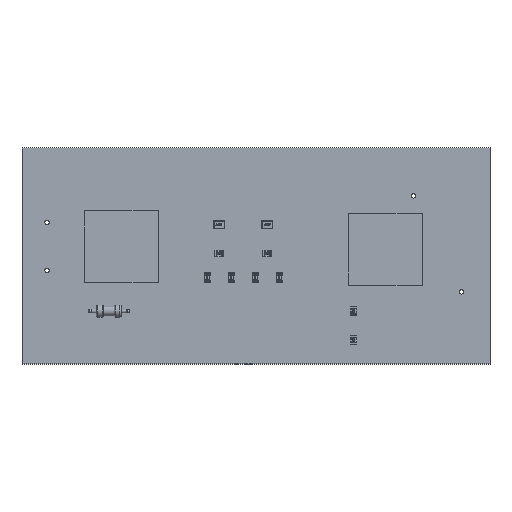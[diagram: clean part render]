
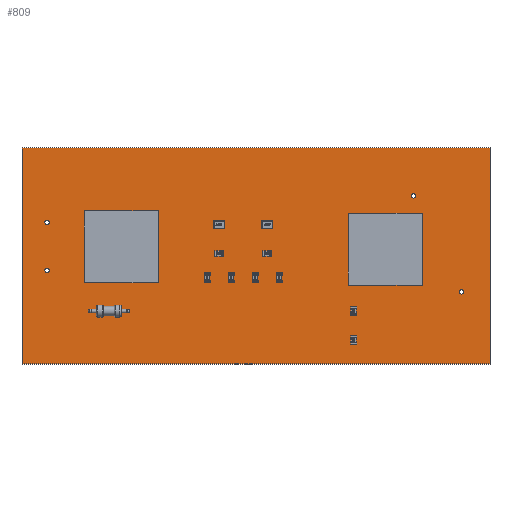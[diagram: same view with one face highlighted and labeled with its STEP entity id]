
A CAD part, top view. The second image highlights one B-rep face of the part: STEP entity #809.
In plain terms, the highlighted planar face has unit normal (0, 0, 1).
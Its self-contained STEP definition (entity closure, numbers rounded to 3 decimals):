
#104 = VERTEX_POINT('',#105);
#105 = CARTESIAN_POINT('',(30.,67.5,0.411));
#111 = EDGE_CURVE('',#104,#112,#114,.T.);
#112 = VERTEX_POINT('',#113);
#113 = CARTESIAN_POINT('',(30.,112.5,0.411));
#114 = LINE('',#115,#116);
#115 = CARTESIAN_POINT('',(30.,67.5,0.411));
#116 = VECTOR('',#117,1.);
#117 = DIRECTION('',(0.,1.,0.));
#142 = EDGE_CURVE('',#112,#143,#145,.T.);
#143 = VERTEX_POINT('',#144);
#144 = CARTESIAN_POINT('',(127.5,112.5,0.411));
#145 = LINE('',#146,#147);
#146 = CARTESIAN_POINT('',(30.,112.5,0.411));
#147 = VECTOR('',#148,1.);
#148 = DIRECTION('',(1.,0.,0.));
#173 = EDGE_CURVE('',#143,#174,#176,.T.);
#174 = VERTEX_POINT('',#175);
#175 = CARTESIAN_POINT('',(127.5,67.5,0.411));
#176 = LINE('',#177,#178);
#177 = CARTESIAN_POINT('',(127.5,112.5,0.411));
#178 = VECTOR('',#179,1.);
#179 = DIRECTION('',(0.,-1.,0.));
#204 = EDGE_CURVE('',#174,#104,#205,.T.);
#205 = LINE('',#206,#207);
#206 = CARTESIAN_POINT('',(127.5,67.5,0.411));
#207 = VECTOR('',#208,1.);
#208 = DIRECTION('',(-1.,0.,0.));
#228 = VERTEX_POINT('',#229);
#229 = CARTESIAN_POINT('',(44.532,78.508,0.411));
#235 = EDGE_CURVE('',#228,#228,#236,.T.);
#236 = CIRCLE('',#237,0.381);
#237 = AXIS2_PLACEMENT_3D('',#238,#239,#240);
#238 = CARTESIAN_POINT('',(44.151,78.508,0.411));
#239 = DIRECTION('',(0.,0.,1.));
#240 = DIRECTION('',(1.,0.,-0.));
#261 = VERTEX_POINT('',#262);
#262 = CARTESIAN_POINT('',(45.113,86.166,0.411));
#268 = EDGE_CURVE('',#261,#261,#269,.T.);
#269 = CIRCLE('',#270,0.381);
#270 = AXIS2_PLACEMENT_3D('',#271,#272,#273);
#271 = CARTESIAN_POINT('',(44.732,86.166,0.411));
#272 = DIRECTION('',(0.,0.,1.));
#273 = DIRECTION('',(1.,0.,-0.));
#294 = VERTEX_POINT('',#295);
#295 = CARTESIAN_POINT('',(52.406,78.508,0.411));
#301 = EDGE_CURVE('',#294,#294,#302,.T.);
#302 = CIRCLE('',#303,0.381);
#303 = AXIS2_PLACEMENT_3D('',#304,#305,#306);
#304 = CARTESIAN_POINT('',(52.025,78.508,0.411));
#305 = DIRECTION('',(0.,0.,1.));
#306 = DIRECTION('',(1.,0.,-0.));
#327 = VERTEX_POINT('',#328);
#328 = CARTESIAN_POINT('',(57.178,86.166,0.411));
#334 = EDGE_CURVE('',#327,#327,#335,.T.);
#335 = CIRCLE('',#336,0.381);
#336 = AXIS2_PLACEMENT_3D('',#337,#338,#339);
#337 = CARTESIAN_POINT('',(56.797,86.166,0.411));
#338 = DIRECTION('',(0.,0.,1.));
#339 = DIRECTION('',(1.,0.,-0.));
#360 = VERTEX_POINT('',#361);
#361 = CARTESIAN_POINT('',(35.673,87.008,0.411));
#367 = EDGE_CURVE('',#360,#360,#368,.T.);
#368 = CIRCLE('',#369,0.45);
#369 = AXIS2_PLACEMENT_3D('',#370,#371,#372);
#370 = CARTESIAN_POINT('',(35.223,87.008,0.411));
#371 = DIRECTION('',(0.,0.,1.));
#372 = DIRECTION('',(1.,0.,-0.));
#393 = VERTEX_POINT('',#394);
#394 = CARTESIAN_POINT('',(35.673,97.008,0.411));
#400 = EDGE_CURVE('',#393,#393,#401,.T.);
#401 = CIRCLE('',#402,0.45);
#402 = AXIS2_PLACEMENT_3D('',#403,#404,#405);
#403 = CARTESIAN_POINT('',(35.223,97.008,0.411));
#404 = DIRECTION('',(0.,0.,1.));
#405 = DIRECTION('',(1.,0.,-0.));
#426 = VERTEX_POINT('',#427);
#427 = CARTESIAN_POINT('',(45.367,91.881,0.411));
#433 = EDGE_CURVE('',#426,#426,#434,.T.);
#434 = CIRCLE('',#435,0.381);
#435 = AXIS2_PLACEMENT_3D('',#436,#437,#438);
#436 = CARTESIAN_POINT('',(44.986,91.881,0.411));
#437 = DIRECTION('',(0.,0.,1.));
#438 = DIRECTION('',(1.,0.,-0.));
#459 = VERTEX_POINT('',#460);
#460 = CARTESIAN_POINT('',(44.986,97.723,0.411));
#466 = EDGE_CURVE('',#459,#459,#467,.T.);
#467 = CIRCLE('',#468,0.381);
#468 = AXIS2_PLACEMENT_3D('',#469,#470,#471);
#469 = CARTESIAN_POINT('',(44.605,97.723,0.411));
#470 = DIRECTION('',(0.,0.,1.));
#471 = DIRECTION('',(1.,0.,-0.));
#492 = VERTEX_POINT('',#493);
#493 = CARTESIAN_POINT('',(100.113,85.666,0.411));
#499 = EDGE_CURVE('',#492,#492,#500,.T.);
#500 = CIRCLE('',#501,0.381);
#501 = AXIS2_PLACEMENT_3D('',#502,#503,#504);
#502 = CARTESIAN_POINT('',(99.732,85.666,0.411));
#503 = DIRECTION('',(0.,0.,1.));
#504 = DIRECTION('',(1.,0.,-0.));
#525 = VERTEX_POINT('',#526);
#526 = CARTESIAN_POINT('',(100.367,91.381,0.411));
#532 = EDGE_CURVE('',#525,#525,#533,.T.);
#533 = CIRCLE('',#534,0.381);
#534 = AXIS2_PLACEMENT_3D('',#535,#536,#537);
#535 = CARTESIAN_POINT('',(99.986,91.381,0.411));
#536 = DIRECTION('',(0.,0.,1.));
#537 = DIRECTION('',(1.,0.,-0.));
#558 = VERTEX_POINT('',#559);
#559 = CARTESIAN_POINT('',(122.024,82.508,0.411));
#565 = EDGE_CURVE('',#558,#558,#566,.T.);
#566 = CIRCLE('',#567,0.45);
#567 = AXIS2_PLACEMENT_3D('',#568,#569,#570);
#568 = CARTESIAN_POINT('',(121.574,82.508,0.411));
#569 = DIRECTION('',(0.,0.,1.));
#570 = DIRECTION('',(1.,0.,-0.));
#591 = VERTEX_POINT('',#592);
#592 = CARTESIAN_POINT('',(112.178,85.666,0.411));
#598 = EDGE_CURVE('',#591,#591,#599,.T.);
#599 = CIRCLE('',#600,0.381);
#600 = AXIS2_PLACEMENT_3D('',#601,#602,#603);
#601 = CARTESIAN_POINT('',(111.797,85.666,0.411));
#602 = DIRECTION('',(0.,0.,1.));
#603 = DIRECTION('',(1.,0.,-0.));
#624 = VERTEX_POINT('',#625);
#625 = CARTESIAN_POINT('',(99.986,97.223,0.411));
#631 = EDGE_CURVE('',#624,#624,#632,.T.);
#632 = CIRCLE('',#633,0.381);
#633 = AXIS2_PLACEMENT_3D('',#634,#635,#636);
#634 = CARTESIAN_POINT('',(99.605,97.223,0.411));
#635 = DIRECTION('',(0.,0.,1.));
#636 = DIRECTION('',(1.,0.,-0.));
#657 = VERTEX_POINT('',#658);
#658 = CARTESIAN_POINT('',(57.178,97.723,0.411));
#664 = EDGE_CURVE('',#657,#657,#665,.T.);
#665 = CIRCLE('',#666,0.381);
#666 = AXIS2_PLACEMENT_3D('',#667,#668,#669);
#667 = CARTESIAN_POINT('',(56.797,97.723,0.411));
#668 = DIRECTION('',(0.,0.,1.));
#669 = DIRECTION('',(1.,0.,-0.));
#690 = VERTEX_POINT('',#691);
#691 = CARTESIAN_POINT('',(112.178,97.223,0.411));
#697 = EDGE_CURVE('',#690,#690,#698,.T.);
#698 = CIRCLE('',#699,0.381);
#699 = AXIS2_PLACEMENT_3D('',#700,#701,#702);
#700 = CARTESIAN_POINT('',(111.797,97.223,0.411));
#701 = DIRECTION('',(0.,0.,1.));
#702 = DIRECTION('',(1.,0.,-0.));
#723 = VERTEX_POINT('',#724);
#724 = CARTESIAN_POINT('',(112.024,102.508,0.411));
#730 = EDGE_CURVE('',#723,#723,#731,.T.);
#731 = CIRCLE('',#732,0.45);
#732 = AXIS2_PLACEMENT_3D('',#733,#734,#735);
#733 = CARTESIAN_POINT('',(111.574,102.508,0.411));
#734 = DIRECTION('',(0.,0.,1.));
#735 = DIRECTION('',(1.,0.,-0.));
#809 = ADVANCED_FACE('',(#810,#816,#819,#822,#825,#828,#831,#834,#837,
    #840,#843,#846,#849,#852,#855,#858,#861),#864,.F.);
#810 = FACE_BOUND('',#811,.F.);
#811 = EDGE_LOOP('',(#812,#813,#814,#815));
#812 = ORIENTED_EDGE('',*,*,#111,.T.);
#813 = ORIENTED_EDGE('',*,*,#142,.T.);
#814 = ORIENTED_EDGE('',*,*,#173,.T.);
#815 = ORIENTED_EDGE('',*,*,#204,.T.);
#816 = FACE_BOUND('',#817,.F.);
#817 = EDGE_LOOP('',(#818));
#818 = ORIENTED_EDGE('',*,*,#235,.T.);
#819 = FACE_BOUND('',#820,.F.);
#820 = EDGE_LOOP('',(#821));
#821 = ORIENTED_EDGE('',*,*,#268,.T.);
#822 = FACE_BOUND('',#823,.F.);
#823 = EDGE_LOOP('',(#824));
#824 = ORIENTED_EDGE('',*,*,#301,.T.);
#825 = FACE_BOUND('',#826,.F.);
#826 = EDGE_LOOP('',(#827));
#827 = ORIENTED_EDGE('',*,*,#334,.T.);
#828 = FACE_BOUND('',#829,.F.);
#829 = EDGE_LOOP('',(#830));
#830 = ORIENTED_EDGE('',*,*,#367,.T.);
#831 = FACE_BOUND('',#832,.F.);
#832 = EDGE_LOOP('',(#833));
#833 = ORIENTED_EDGE('',*,*,#400,.T.);
#834 = FACE_BOUND('',#835,.F.);
#835 = EDGE_LOOP('',(#836));
#836 = ORIENTED_EDGE('',*,*,#433,.T.);
#837 = FACE_BOUND('',#838,.F.);
#838 = EDGE_LOOP('',(#839));
#839 = ORIENTED_EDGE('',*,*,#466,.T.);
#840 = FACE_BOUND('',#841,.F.);
#841 = EDGE_LOOP('',(#842));
#842 = ORIENTED_EDGE('',*,*,#499,.T.);
#843 = FACE_BOUND('',#844,.F.);
#844 = EDGE_LOOP('',(#845));
#845 = ORIENTED_EDGE('',*,*,#532,.T.);
#846 = FACE_BOUND('',#847,.F.);
#847 = EDGE_LOOP('',(#848));
#848 = ORIENTED_EDGE('',*,*,#565,.T.);
#849 = FACE_BOUND('',#850,.F.);
#850 = EDGE_LOOP('',(#851));
#851 = ORIENTED_EDGE('',*,*,#598,.T.);
#852 = FACE_BOUND('',#853,.F.);
#853 = EDGE_LOOP('',(#854));
#854 = ORIENTED_EDGE('',*,*,#631,.T.);
#855 = FACE_BOUND('',#856,.F.);
#856 = EDGE_LOOP('',(#857));
#857 = ORIENTED_EDGE('',*,*,#664,.T.);
#858 = FACE_BOUND('',#859,.F.);
#859 = EDGE_LOOP('',(#860));
#860 = ORIENTED_EDGE('',*,*,#697,.T.);
#861 = FACE_BOUND('',#862,.F.);
#862 = EDGE_LOOP('',(#863));
#863 = ORIENTED_EDGE('',*,*,#730,.T.);
#864 = PLANE('',#865);
#865 = AXIS2_PLACEMENT_3D('',#866,#867,#868);
#866 = CARTESIAN_POINT('',(78.75,90.,0.411));
#867 = DIRECTION('',(-0.,-0.,-1.));
#868 = DIRECTION('',(-1.,0.,0.));
